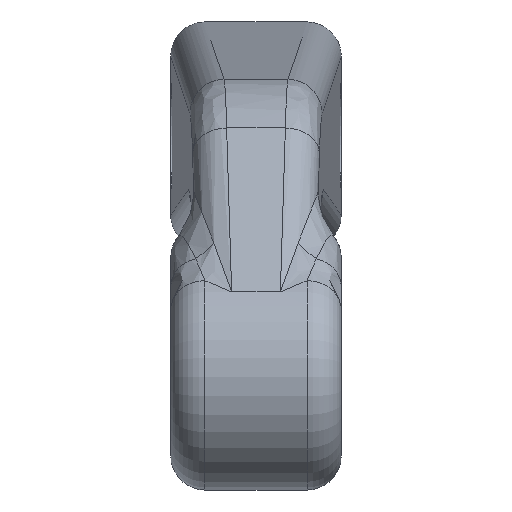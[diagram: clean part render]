
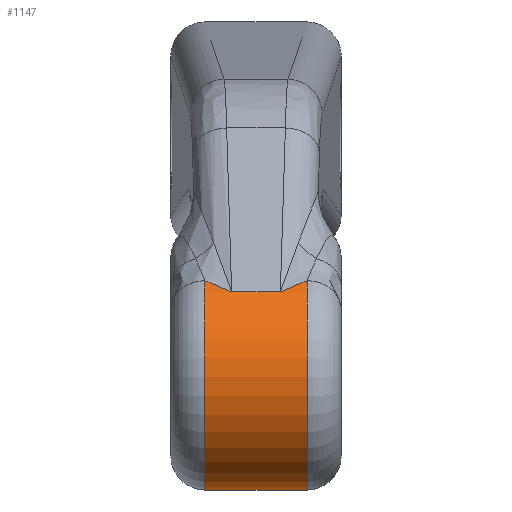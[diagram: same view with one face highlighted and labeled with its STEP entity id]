
A CAD part, left-side view. The second image highlights one B-rep face of the part: STEP entity #1147.
In plain terms, the highlighted cylindrical face has radius 10 mm (diameter 20 mm), a partial arc.
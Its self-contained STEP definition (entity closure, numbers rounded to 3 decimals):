
#123=B_SPLINE_CURVE_WITH_KNOTS('',3,(#2207,#2208,#2209,#2210,#2211,#2212),
 .UNSPECIFIED.,.F.,.F.,(4,2,4),(-0.002,0.,0.375),
 .UNSPECIFIED.);
#138=B_SPLINE_CURVE_WITH_KNOTS('',3,(#2729,#2730,#2731,#2732),
 .UNSPECIFIED.,.F.,.F.,(4,4),(0.,0.191),
 .UNSPECIFIED.);
#140=B_SPLINE_CURVE_WITH_KNOTS('',3,(#2828,#2829,#2830,#2831),
 .UNSPECIFIED.,.F.,.F.,(4,4),(1.569,1.759),
 .UNSPECIFIED.);
#143=B_SPLINE_CURVE_WITH_KNOTS('',3,(#2919,#2920,#2921,#2922,#2923,#2924),
 .UNSPECIFIED.,.F.,.F.,(4,2,4),(2.03,2.405,2.407),
 .UNSPECIFIED.);
#216=FACE_OUTER_BOUND('',#285,.T.);
#285=EDGE_LOOP('',(#1058,#1059,#1060,#1061,#1062,#1063,#1064,#1065));
#297=CIRCLE('',#1192,10.);
#308=CIRCLE('',#1208,10.);
#359=LINE('',#2851,#410);
#382=LINE('',#3255,#433);
#410=VECTOR('',#1427,10.);
#433=VECTOR('',#1542,10.);
#471=VERTEX_POINT('',#1757);
#472=VERTEX_POINT('',#1759);
#485=VERTEX_POINT('',#2200);
#489=VERTEX_POINT('',#2267);
#490=VERTEX_POINT('',#2269);
#504=VERTEX_POINT('',#2727);
#507=VERTEX_POINT('',#2827);
#510=VERTEX_POINT('',#2918);
#591=EDGE_CURVE('',#471,#472,#297,.T.);
#614=EDGE_CURVE('',#485,#471,#123,.T.);
#620=EDGE_CURVE('',#489,#490,#308,.T.);
#644=EDGE_CURVE('',#504,#489,#138,.T.);
#649=EDGE_CURVE('',#472,#507,#140,.T.);
#654=EDGE_CURVE('',#507,#504,#359,.T.);
#656=EDGE_CURVE('',#490,#510,#143,.T.);
#714=EDGE_CURVE('',#485,#510,#382,.T.);
#1058=ORIENTED_EDGE('',*,*,#591,.F.);
#1059=ORIENTED_EDGE('',*,*,#614,.F.);
#1060=ORIENTED_EDGE('',*,*,#714,.T.);
#1061=ORIENTED_EDGE('',*,*,#656,.F.);
#1062=ORIENTED_EDGE('',*,*,#620,.F.);
#1063=ORIENTED_EDGE('',*,*,#644,.F.);
#1064=ORIENTED_EDGE('',*,*,#654,.F.);
#1065=ORIENTED_EDGE('',*,*,#649,.F.);
#1078=CYLINDRICAL_SURFACE('',#1272,10.);
#1147=ADVANCED_FACE('',(#216),#1078,.T.);
#1192=AXIS2_PLACEMENT_3D('',#1760,#1360,#1361);
#1208=AXIS2_PLACEMENT_3D('',#2270,#1392,#1393);
#1272=AXIS2_PLACEMENT_3D('',#3258,#1546,#1547);
#1360=DIRECTION('center_axis',(0.,-1.,0.));
#1361=DIRECTION('ref_axis',(-0.452,0.,-0.892));
#1392=DIRECTION('center_axis',(0.,1.,0.));
#1393=DIRECTION('ref_axis',(-0.452,0.,-0.892));
#1427=DIRECTION('',(0.,1.,0.));
#1542=DIRECTION('',(0.,1.,0.));
#1546=DIRECTION('center_axis',(0.,1.,0.));
#1547=DIRECTION('ref_axis',(-0.377,0.,-0.926));
#1757=CARTESIAN_POINT('',(-144.071,-4.5,-12.773));
#1759=CARTESIAN_POINT('',(-128.978,-4.5,-18.918));
#1760=CARTESIAN_POINT('Origin',(-138.711,-4.5,-21.215));
#2200=CARTESIAN_POINT('',(-145.379,-2.145,-13.763));
#2207=CARTESIAN_POINT('Ctrl Pts',(-145.379,-2.145,-13.763));
#2208=CARTESIAN_POINT('Ctrl Pts',(-145.376,-2.149,-13.761));
#2209=CARTESIAN_POINT('Ctrl Pts',(-145.374,-2.154,-13.758));
#2210=CARTESIAN_POINT('Ctrl Pts',(-144.968,-2.94,-13.396));
#2211=CARTESIAN_POINT('Ctrl Pts',(-144.534,-3.725,-13.067));
#2212=CARTESIAN_POINT('Ctrl Pts',(-144.071,-4.5,-12.773));
#2267=CARTESIAN_POINT('',(-128.978,4.5,-18.918));
#2269=CARTESIAN_POINT('',(-144.071,4.5,-12.773));
#2270=CARTESIAN_POINT('Origin',(-138.711,4.5,-21.215));
#2727=CARTESIAN_POINT('',(-128.957,2.604,-19.011));
#2729=CARTESIAN_POINT('Ctrl Pts',(-128.957,2.604,-19.011));
#2730=CARTESIAN_POINT('Ctrl Pts',(-128.957,3.239,-19.011));
#2731=CARTESIAN_POINT('Ctrl Pts',(-128.963,3.875,-18.979));
#2732=CARTESIAN_POINT('Ctrl Pts',(-128.977,4.5,-18.917));
#2827=CARTESIAN_POINT('',(-128.957,-2.604,-19.011));
#2828=CARTESIAN_POINT('Ctrl Pts',(-128.977,-4.5,-18.917));
#2829=CARTESIAN_POINT('Ctrl Pts',(-128.963,-3.875,-18.979));
#2830=CARTESIAN_POINT('Ctrl Pts',(-128.957,-3.239,-19.011));
#2831=CARTESIAN_POINT('Ctrl Pts',(-128.957,-2.604,-19.011));
#2851=CARTESIAN_POINT('',(-128.957,-2.604,-19.011));
#2918=CARTESIAN_POINT('',(-145.379,2.145,-13.763));
#2919=CARTESIAN_POINT('Ctrl Pts',(-144.071,4.5,-12.773));
#2920=CARTESIAN_POINT('Ctrl Pts',(-144.534,3.725,-13.067));
#2921=CARTESIAN_POINT('Ctrl Pts',(-144.968,2.94,-13.396));
#2922=CARTESIAN_POINT('Ctrl Pts',(-145.374,2.154,-13.758));
#2923=CARTESIAN_POINT('Ctrl Pts',(-145.376,2.149,-13.761));
#2924=CARTESIAN_POINT('Ctrl Pts',(-145.379,2.145,-13.763));
#3255=CARTESIAN_POINT('',(-145.379,0.,-13.763));
#3258=CARTESIAN_POINT('Origin',(-138.711,0.,-21.215));
